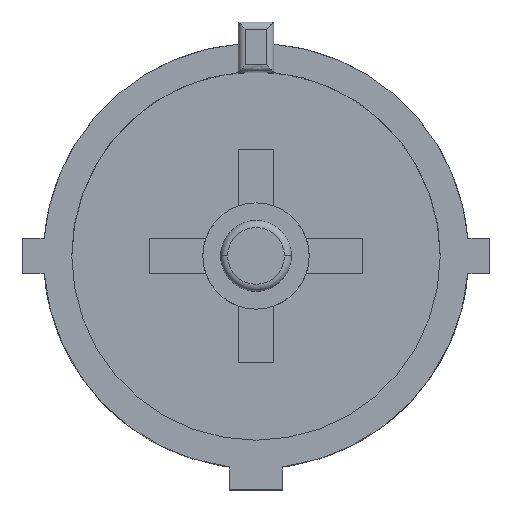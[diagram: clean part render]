
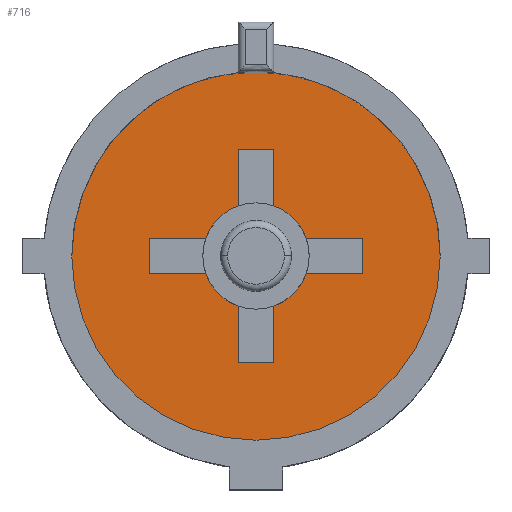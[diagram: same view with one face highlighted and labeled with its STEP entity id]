
A CAD part, top view. The second image highlights one B-rep face of the part: STEP entity #716.
In plain terms, the highlighted planar face has unit normal (0, 0, 1).
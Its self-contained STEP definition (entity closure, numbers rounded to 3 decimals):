
#12 = CARTESIAN_POINT ( 'NONE',  ( 0., 0., 0.8 ) ) ;
#37 = DIRECTION ( 'NONE',  ( 0., 0., 1. ) ) ;
#63 = DIRECTION ( 'NONE',  ( 1., 0., 0. ) ) ;
#74 = VERTEX_POINT ( 'NONE', #1568 ) ;
#77 = CARTESIAN_POINT ( 'NONE',  ( 5.2, 0., 0.8 ) ) ;
#88 = LINE ( 'NONE', #1078, #1412 ) ;
#93 = CARTESIAN_POINT ( 'NONE',  ( 0., 0., 0.8 ) ) ;
#94 = VERTEX_POINT ( 'NONE', #126 ) ;
#105 = CARTESIAN_POINT ( 'NONE',  ( 0., -0.5, 0.8 ) ) ;
#107 = DIRECTION ( 'NONE',  ( 0., 0., 1. ) ) ;
#118 = DIRECTION ( 'NONE',  ( 1., 0., 0. ) ) ;
#122 = VERTEX_POINT ( 'NONE', #77 ) ;
#125 = DIRECTION ( 'NONE',  ( 0., 0., 1. ) ) ;
#126 = CARTESIAN_POINT ( 'NONE',  ( -0.5, 1.414, 0.8 ) ) ;
#127 = LINE ( 'NONE', #918, #1126 ) ;
#132 = VECTOR ( 'NONE', #1035, 1000. ) ;
#134 = CARTESIAN_POINT ( 'NONE',  ( -0.5, -1.414, 0.8 ) ) ;
#151 = LINE ( 'NONE', #1234, #1427 ) ;
#183 = VERTEX_POINT ( 'NONE', #612 ) ;
#188 = CARTESIAN_POINT ( 'NONE',  ( 0.5, 1.414, 0.8 ) ) ;
#199 = DIRECTION ( 'NONE',  ( 0., -1., 0. ) ) ;
#209 = CARTESIAN_POINT ( 'NONE',  ( 0., 0., 0.8 ) ) ;
#212 = CARTESIAN_POINT ( 'NONE',  ( -0.5, 0., 0.8 ) ) ;
#232 = VERTEX_POINT ( 'NONE', #880 ) ;
#239 = CIRCLE ( 'NONE', #862, 1.5 ) ;
#244 = DIRECTION ( 'NONE',  ( 0., -1., 0. ) ) ;
#245 = DIRECTION ( 'NONE',  ( 1., 0., 0. ) ) ;
#247 = VERTEX_POINT ( 'NONE', #1177 ) ;
#267 = VERTEX_POINT ( 'NONE', #931 ) ;
#274 = CARTESIAN_POINT ( 'NONE',  ( 0.5, 0., 0.8 ) ) ;
#276 = VECTOR ( 'NONE', #1663, 1000. ) ;
#277 = EDGE_CURVE ( 'NONE', #583, #357, #836, .T. ) ;
#283 = ORIENTED_EDGE ( 'NONE', *, *, #1556, .F. ) ;
#296 = EDGE_CURVE ( 'NONE', #232, #1574, #88, .T. ) ;
#311 = LINE ( 'NONE', #274, #1341 ) ;
#319 = ORIENTED_EDGE ( 'NONE', *, *, #1314, .F. ) ;
#335 = AXIS2_PLACEMENT_3D ( 'NONE', #885, #890, #907 ) ;
#356 = DIRECTION ( 'NONE',  ( 1., 0., 0. ) ) ;
#357 = VERTEX_POINT ( 'NONE', #1404 ) ;
#378 = CARTESIAN_POINT ( 'NONE',  ( -0.5, -3., 0.8 ) ) ;
#401 = VECTOR ( 'NONE', #244, 1000. ) ;
#428 = EDGE_CURVE ( 'NONE', #1152, #122, #1267, .T. ) ;
#449 = AXIS2_PLACEMENT_3D ( 'NONE', #93, #107, #118 ) ;
#451 = ORIENTED_EDGE ( 'NONE', *, *, #650, .T. ) ;
#463 = CARTESIAN_POINT ( 'NONE',  ( -5.2, 0., 0.8 ) ) ;
#464 = CIRCLE ( 'NONE', #335, 1.5 ) ;
#496 = EDGE_CURVE ( 'NONE', #643, #247, #1107, .T. ) ;
#510 = VECTOR ( 'NONE', #356, 1000. ) ;
#516 = EDGE_LOOP ( 'NONE', ( #686, #559, #618, #319, #451, #1496, #1580, #588, #776, #1598, #283, #975, #1093, #642, #1212, #1269 ) ) ;
#551 = VECTOR ( 'NONE', #245, 1000. ) ;
#559 = ORIENTED_EDGE ( 'NONE', *, *, #1593, .F. ) ;
#583 = VERTEX_POINT ( 'NONE', #644 ) ;
#588 = ORIENTED_EDGE ( 'NONE', *, *, #277, .T. ) ;
#612 = CARTESIAN_POINT ( 'NONE',  ( 1.414, -0.5, 0.8 ) ) ;
#618 = ORIENTED_EDGE ( 'NONE', *, *, #626, .F. ) ;
#621 = CARTESIAN_POINT ( 'NONE',  ( 3., 0.5, 0.8 ) ) ;
#626 = EDGE_CURVE ( 'NONE', #730, #798, #1569, .T. ) ;
#642 = ORIENTED_EDGE ( 'NONE', *, *, #1520, .F. ) ;
#643 = VERTEX_POINT ( 'NONE', #621 ) ;
#644 = CARTESIAN_POINT ( 'NONE',  ( -0.5, 3., 0.8 ) ) ;
#650 = EDGE_CURVE ( 'NONE', #74, #1074, #879, .T. ) ;
#677 = VECTOR ( 'NONE', #1597, 1000. ) ;
#686 = ORIENTED_EDGE ( 'NONE', *, *, #932, .T. ) ;
#691 = EDGE_LOOP ( 'NONE', ( #1056, #1434 ) ) ;
#710 = VERTEX_POINT ( 'NONE', #188 ) ;
#716 = ADVANCED_FACE ( 'NONE', ( #835, #1451 ), #966, .T. ) ;
#719 = CARTESIAN_POINT ( 'NONE',  ( -0.5, 0., 0.8 ) ) ;
#730 = VERTEX_POINT ( 'NONE', #808 ) ;
#739 = AXIS2_PLACEMENT_3D ( 'NONE', #1582, #1584, #1588 ) ;
#741 = CIRCLE ( 'NONE', #788, 1.5 ) ;
#763 = CARTESIAN_POINT ( 'NONE',  ( 0., 0.5, 0.8 ) ) ;
#770 = VECTOR ( 'NONE', #902, 1000. ) ;
#776 = ORIENTED_EDGE ( 'NONE', *, *, #806, .T. ) ;
#777 = CARTESIAN_POINT ( 'NONE',  ( 3., 0., 0.8 ) ) ;
#788 = AXIS2_PLACEMENT_3D ( 'NONE', #1185, #1191, #1194 ) ;
#798 = VERTEX_POINT ( 'NONE', #1176 ) ;
#806 = EDGE_CURVE ( 'NONE', #357, #710, #311, .T. ) ;
#808 = CARTESIAN_POINT ( 'NONE',  ( -3., -0.5, 0.8 ) ) ;
#818 = VERTEX_POINT ( 'NONE', #378 ) ;
#830 = EDGE_CURVE ( 'NONE', #818, #232, #1045, .T. ) ;
#835 = FACE_BOUND ( 'NONE', #516, .T. ) ;
#836 = LINE ( 'NONE', #1022, #132 ) ;
#840 = VERTEX_POINT ( 'NONE', #134 ) ;
#843 = DIRECTION ( 'NONE',  ( -1., 0., 0. ) ) ;
#862 = AXIS2_PLACEMENT_3D ( 'NONE', #12, #125, #1186 ) ;
#877 = VECTOR ( 'NONE', #905, 1000. ) ;
#879 = LINE ( 'NONE', #763, #510 ) ;
#880 = CARTESIAN_POINT ( 'NONE',  ( 0.5, -3., 0.8 ) ) ;
#883 = EDGE_CURVE ( 'NONE', #94, #1074, #239, .T. ) ;
#885 = CARTESIAN_POINT ( 'NONE',  ( 0., 0., 0.8 ) ) ;
#890 = DIRECTION ( 'NONE',  ( 0., 0., 1. ) ) ;
#902 = DIRECTION ( 'NONE',  ( 0., -1., 0. ) ) ;
#905 = DIRECTION ( 'NONE',  ( -1., 0., 0. ) ) ;
#907 = DIRECTION ( 'NONE',  ( 1., 0., 0. ) ) ;
#914 = LINE ( 'NONE', #105, #877 ) ;
#918 = CARTESIAN_POINT ( 'NONE',  ( 0., 0.5, 0.8 ) ) ;
#931 = CARTESIAN_POINT ( 'NONE',  ( 1.414, 0.5, 0.8 ) ) ;
#932 = EDGE_CURVE ( 'NONE', #818, #840, #1027, .T. ) ;
#966 = PLANE ( 'NONE',  #1463 ) ;
#975 = ORIENTED_EDGE ( 'NONE', *, *, #496, .T. ) ;
#984 = DIRECTION ( 'NONE',  ( 0., 0., -1. ) ) ;
#1002 = CARTESIAN_POINT ( 'NONE',  ( 0.5, -1.414, 0.8 ) ) ;
#1006 = CIRCLE ( 'NONE', #1273, 5.2 ) ;
#1022 = CARTESIAN_POINT ( 'NONE',  ( 0., 3., 0.8 ) ) ;
#1027 = LINE ( 'NONE', #719, #677 ) ;
#1028 = EDGE_CURVE ( 'NONE', #247, #183, #914, .T. ) ;
#1035 = DIRECTION ( 'NONE',  ( 1., 0., 0. ) ) ;
#1042 = CARTESIAN_POINT ( 'NONE',  ( 0., -3., 0.8 ) ) ;
#1045 = LINE ( 'NONE', #1042, #276 ) ;
#1056 = ORIENTED_EDGE ( 'NONE', *, *, #1196, .F. ) ;
#1074 = VERTEX_POINT ( 'NONE', #1638 ) ;
#1078 = CARTESIAN_POINT ( 'NONE',  ( 0.5, 0., 0.8 ) ) ;
#1082 = DIRECTION ( 'NONE',  ( 0., 1., 0. ) ) ;
#1086 = CARTESIAN_POINT ( 'NONE',  ( 0., 0., 0.8 ) ) ;
#1093 = ORIENTED_EDGE ( 'NONE', *, *, #1028, .T. ) ;
#1103 = LINE ( 'NONE', #212, #401 ) ;
#1107 = LINE ( 'NONE', #777, #770 ) ;
#1126 = VECTOR ( 'NONE', #843, 1000. ) ;
#1144 = CARTESIAN_POINT ( 'NONE',  ( 0., -0.5, 0.8 ) ) ;
#1152 = VERTEX_POINT ( 'NONE', #463 ) ;
#1176 = CARTESIAN_POINT ( 'NONE',  ( -1.414, -0.5, 0.8 ) ) ;
#1177 = CARTESIAN_POINT ( 'NONE',  ( 3., -0.5, 0.8 ) ) ;
#1185 = CARTESIAN_POINT ( 'NONE',  ( 0., 0., 0.8 ) ) ;
#1186 = DIRECTION ( 'NONE',  ( 1., 0., 0. ) ) ;
#1191 = DIRECTION ( 'NONE',  ( 0., 0., 1. ) ) ;
#1194 = DIRECTION ( 'NONE',  ( 1., 0., 0. ) ) ;
#1196 = EDGE_CURVE ( 'NONE', #122, #1152, #1006, .T. ) ;
#1212 = ORIENTED_EDGE ( 'NONE', *, *, #296, .F. ) ;
#1234 = CARTESIAN_POINT ( 'NONE',  ( -3., 0., 0.8 ) ) ;
#1267 = CIRCLE ( 'NONE', #739, 5.2 ) ;
#1269 = ORIENTED_EDGE ( 'NONE', *, *, #830, .F. ) ;
#1273 = AXIS2_PLACEMENT_3D ( 'NONE', #209, #984, #63 ) ;
#1278 = EDGE_CURVE ( 'NONE', #267, #710, #1504, .T. ) ;
#1314 = EDGE_CURVE ( 'NONE', #74, #730, #151, .T. ) ;
#1341 = VECTOR ( 'NONE', #1540, 1000. ) ;
#1342 = EDGE_CURVE ( 'NONE', #583, #94, #1103, .T. ) ;
#1404 = CARTESIAN_POINT ( 'NONE',  ( 0.5, 3., 0.8 ) ) ;
#1412 = VECTOR ( 'NONE', #1082, 1000. ) ;
#1427 = VECTOR ( 'NONE', #199, 1000. ) ;
#1434 = ORIENTED_EDGE ( 'NONE', *, *, #428, .F. ) ;
#1451 = FACE_OUTER_BOUND ( 'NONE', #691, .T. ) ;
#1463 = AXIS2_PLACEMENT_3D ( 'NONE', #1086, #37, #1575 ) ;
#1496 = ORIENTED_EDGE ( 'NONE', *, *, #883, .F. ) ;
#1504 = CIRCLE ( 'NONE', #449, 1.5 ) ;
#1520 = EDGE_CURVE ( 'NONE', #1574, #183, #464, .T. ) ;
#1540 = DIRECTION ( 'NONE',  ( 0., -1., 0. ) ) ;
#1556 = EDGE_CURVE ( 'NONE', #643, #267, #127, .T. ) ;
#1568 = CARTESIAN_POINT ( 'NONE',  ( -3., 0.5, 0.8 ) ) ;
#1569 = LINE ( 'NONE', #1144, #551 ) ;
#1574 = VERTEX_POINT ( 'NONE', #1002 ) ;
#1575 = DIRECTION ( 'NONE',  ( 1., 0., 0. ) ) ;
#1580 = ORIENTED_EDGE ( 'NONE', *, *, #1342, .F. ) ;
#1582 = CARTESIAN_POINT ( 'NONE',  ( 0., 0., 0.8 ) ) ;
#1584 = DIRECTION ( 'NONE',  ( 0., 0., -1. ) ) ;
#1588 = DIRECTION ( 'NONE',  ( 1., 0., 0. ) ) ;
#1593 = EDGE_CURVE ( 'NONE', #798, #840, #741, .T. ) ;
#1597 = DIRECTION ( 'NONE',  ( 0., 1., 0. ) ) ;
#1598 = ORIENTED_EDGE ( 'NONE', *, *, #1278, .F. ) ;
#1638 = CARTESIAN_POINT ( 'NONE',  ( -1.414, 0.5, 0.8 ) ) ;
#1663 = DIRECTION ( 'NONE',  ( 1., 0., 0. ) ) ;
